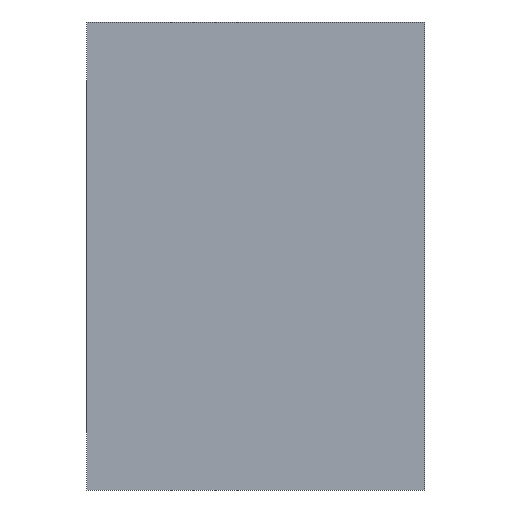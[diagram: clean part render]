
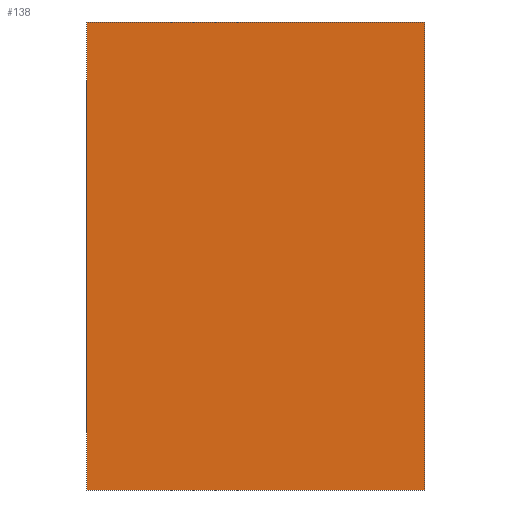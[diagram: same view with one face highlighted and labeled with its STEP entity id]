
A CAD part, front view. The second image highlights one B-rep face of the part: STEP entity #138.
In plain terms, the highlighted planar face has unit normal (0, -1, 0).
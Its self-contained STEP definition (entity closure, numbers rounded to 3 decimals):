
#99=CARTESIAN_POINT('',(3.,-0.,9.));
#100=DIRECTION('',(-0.,1.,0.));
#101=DIRECTION('',(1.,0.,0.));
#102=AXIS2_PLACEMENT_3D('',#99,#100,#101);
#103=PLANE('',#102);
#104=CARTESIAN_POINT('',(-0.,-0.,18.));
#105=VERTEX_POINT('',#104);
#106=CARTESIAN_POINT('',(-0.,-0.,-0.));
#107=VERTEX_POINT('',#106);
#108=CARTESIAN_POINT('',(-0.,-0.,18.));
#109=DIRECTION('',(0.,0.,-1.));
#110=VECTOR('',#109,18.);
#111=LINE('',#108,#110);
#112=EDGE_CURVE('',#105,#107,#111,.T.);
#113=ORIENTED_EDGE('',*,*,#112,.T.);
#114=CARTESIAN_POINT('',(13.,-0.,-0.));
#115=VERTEX_POINT('',#114);
#116=CARTESIAN_POINT('',(13.,-0.,-0.));
#117=DIRECTION('',(-1.,-0.,-0.));
#118=VECTOR('',#117,13.);
#119=LINE('',#116,#118);
#120=EDGE_CURVE('',#115,#107,#119,.T.);
#121=ORIENTED_EDGE('',*,*,#120,.F.);
#122=CARTESIAN_POINT('',(13.,-0.,18.));
#123=VERTEX_POINT('',#122);
#124=CARTESIAN_POINT('',(13.,-0.,18.));
#125=DIRECTION('',(0.,0.,-1.));
#126=VECTOR('',#125,18.);
#127=LINE('',#124,#126);
#128=EDGE_CURVE('',#123,#115,#127,.T.);
#129=ORIENTED_EDGE('',*,*,#128,.F.);
#130=CARTESIAN_POINT('',(13.,-0.,18.));
#131=DIRECTION('',(-1.,-0.,-0.));
#132=VECTOR('',#131,13.);
#133=LINE('',#130,#132);
#134=EDGE_CURVE('',#123,#105,#133,.T.);
#135=ORIENTED_EDGE('',*,*,#134,.T.);
#136=EDGE_LOOP('',(#113,#121,#129,#135));
#137=FACE_BOUND('',#136,.T.);
#138=ADVANCED_FACE('',(#137),#103,.F.);
